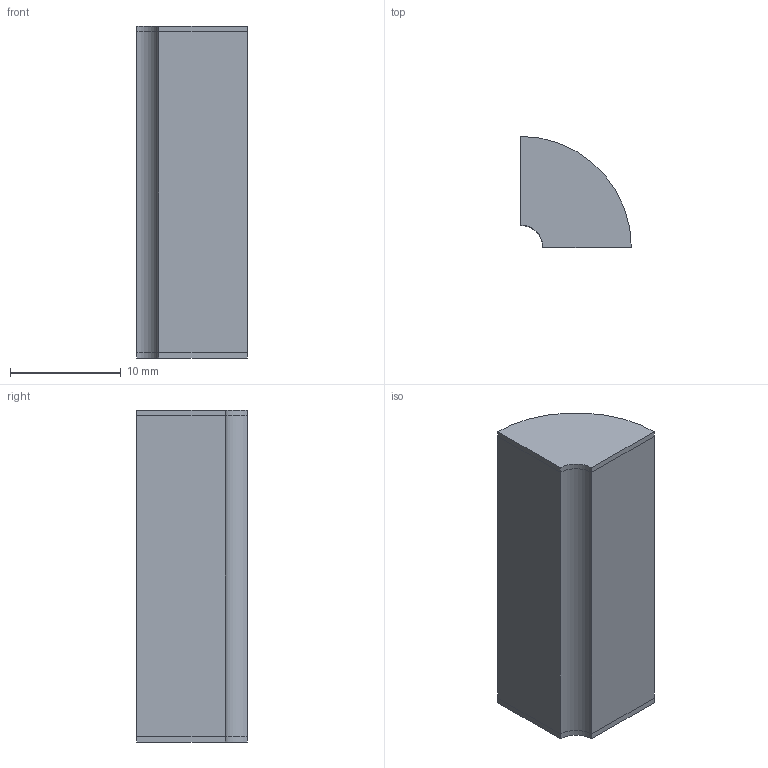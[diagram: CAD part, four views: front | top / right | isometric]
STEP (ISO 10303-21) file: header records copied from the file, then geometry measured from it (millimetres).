
FILE_DESCRIPTION(/* description */ (''),/* implementation_level */ '2;1');
FILE_NAME(/* name */ 'Gummipuffer_19.step',/* time_stamp */ '2023-04-30T16:43:44+02:00',/* author */ (''),/* organization */ (''),/* preprocessor_version */ 'ST-DEVELOPER v19.2',/* originating_system */ 'Autodesk Translation Framework v12.4.0.73',/* authorisation */ '');
FILE_SCHEMA (('AUTOMOTIVE_DESIGN { 1 0 10303 214 3 1 1 }'));
Length unit declared in the file: millimetre
Products named in the file (3): Gummipuffer_19; Stahlscheibe; Gummihuelse
Assembly tree (3 placements, depth 2):
  Gummipuffer_19
    Stahlscheibe  x2
    Gummihuelse
Bounding box: 10 x 10 x 30 mm (x, y, z)
Volume: 2261.9 mm3; surface area: 1497.9 mm2
Topology: 3 solids, 3 shells, 18 faces, 36 edges, 24 vertices
Faces by surface type: plane 12, cylinder 6
Entity records: 423 total; most frequent: DIRECTION 68, CARTESIAN_POINT 58, ORIENTED_EDGE 48, AXIS2_PLACEMENT_3D 26, EDGE_CURVE 24, LINE 16, VECTOR 16, VERTEX_POINT 16
